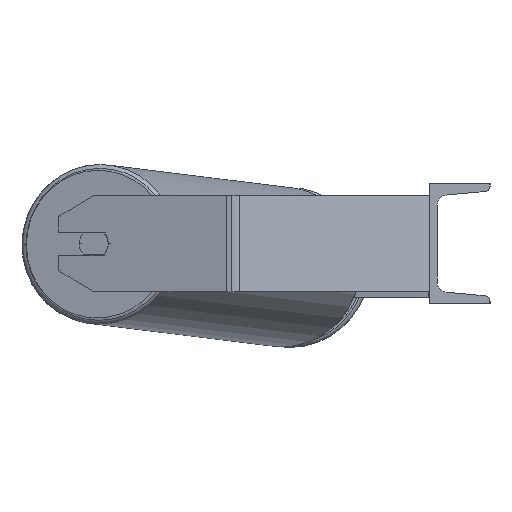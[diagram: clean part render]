
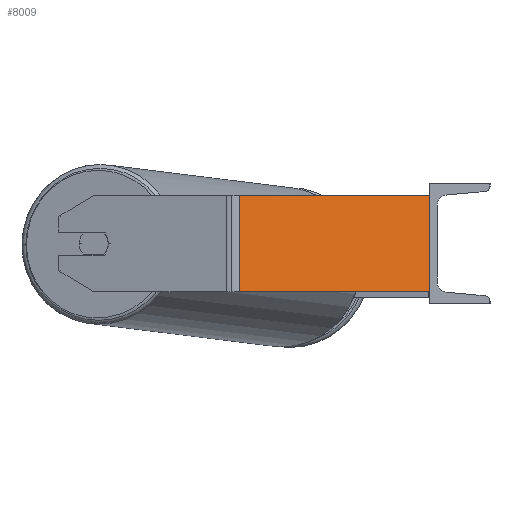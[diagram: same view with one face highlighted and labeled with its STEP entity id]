
A CAD part, left-side view. The second image highlights one B-rep face of the part: STEP entity #8009.
In plain terms, the highlighted planar face has unit normal (-0.906, -0.423, 0).
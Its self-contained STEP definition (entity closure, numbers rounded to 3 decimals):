
#41 = CARTESIAN_POINT ( 'NONE',  ( -961.461, 163.971, 40. ) ) ;
#173 = ORIENTED_EDGE ( 'NONE', *, *, #8372, .T. ) ;
#219 = DIRECTION ( 'NONE',  ( -0.423, 0.906, 0. ) ) ;
#326 = ORIENTED_EDGE ( 'NONE', *, *, #1678, .F. ) ;
#354 = DIRECTION ( 'NONE',  ( 0.423, -0.906, 0. ) ) ;
#514 = CARTESIAN_POINT ( 'NONE',  ( -885., 0., -40. ) ) ;
#538 = AXIS2_PLACEMENT_3D ( 'NONE', #41, #4966, #219 ) ;
#741 = EDGE_CURVE ( 'NONE', #7762, #8592, #5657, .T. ) ;
#1158 = DIRECTION ( 'NONE',  ( 0., 0., -1. ) ) ;
#1487 = CARTESIAN_POINT ( 'NONE',  ( -961.461, 163.971, -40. ) ) ;
#1678 = EDGE_CURVE ( 'NONE', #6337, #1962, #8658, .T. ) ;
#1962 = VERTEX_POINT ( 'NONE', #2385 ) ;
#2114 = VECTOR ( 'NONE', #354, 1000. ) ;
#2311 = CARTESIAN_POINT ( 'NONE',  ( -961.461, 163.971, 40. ) ) ;
#2385 = CARTESIAN_POINT ( 'NONE',  ( -885., 0., 40. ) ) ;
#2419 = VECTOR ( 'NONE', #1158, 1000. ) ;
#2712 = VECTOR ( 'NONE', #6157, 1000. ) ;
#3152 = ORIENTED_EDGE ( 'NONE', *, *, #741, .T. ) ;
#4211 = CARTESIAN_POINT ( 'NONE',  ( -885., 0., 40. ) ) ;
#4966 = DIRECTION ( 'NONE',  ( 0.906, 0.423, 0. ) ) ;
#5657 = LINE ( 'NONE', #1487, #7253 ) ;
#5681 = CARTESIAN_POINT ( 'NONE',  ( -959., 158.694, -40. ) ) ;
#5798 = LINE ( 'NONE', #4211, #2712 ) ;
#5806 = PLANE ( 'NONE',  #538 ) ;
#6055 = LINE ( 'NONE', #8113, #2419 ) ;
#6157 = DIRECTION ( 'NONE',  ( 0., 0., -1. ) ) ;
#6337 = VERTEX_POINT ( 'NONE', #8623 ) ;
#7070 = FACE_OUTER_BOUND ( 'NONE', #8288, .T. ) ;
#7253 = VECTOR ( 'NONE', #7723, 1000. ) ;
#7486 = ORIENTED_EDGE ( 'NONE', *, *, #8341, .F. ) ;
#7723 = DIRECTION ( 'NONE',  ( 0.423, -0.906, 0. ) ) ;
#7762 = VERTEX_POINT ( 'NONE', #5681 ) ;
#8009 = ADVANCED_FACE ( 'NONE', ( #7070 ), #5806, .F. ) ;
#8113 = CARTESIAN_POINT ( 'NONE',  ( -959., 158.694, 40. ) ) ;
#8288 = EDGE_LOOP ( 'NONE', ( #3152, #7486, #326, #173 ) ) ;
#8341 = EDGE_CURVE ( 'NONE', #1962, #8592, #5798, .T. ) ;
#8372 = EDGE_CURVE ( 'NONE', #6337, #7762, #6055, .T. ) ;
#8592 = VERTEX_POINT ( 'NONE', #514 ) ;
#8623 = CARTESIAN_POINT ( 'NONE',  ( -959., 158.694, 40. ) ) ;
#8658 = LINE ( 'NONE', #2311, #2114 ) ;
